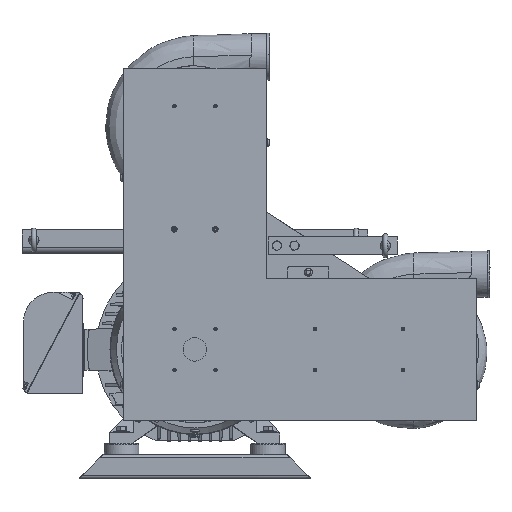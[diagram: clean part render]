
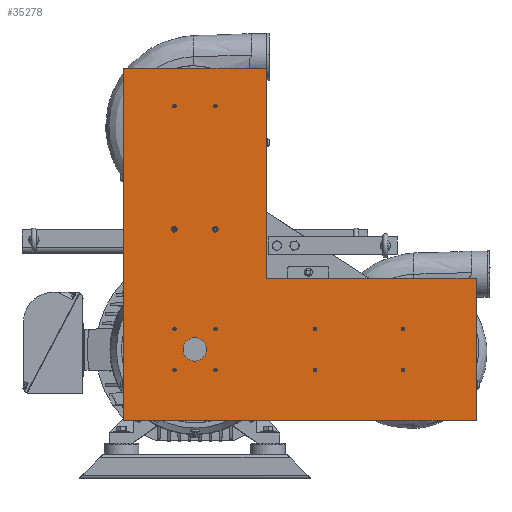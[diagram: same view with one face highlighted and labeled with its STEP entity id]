
A CAD part, top view. The second image highlights one B-rep face of the part: STEP entity #35278.
In plain terms, the highlighted planar face has unit normal (0, 0, 1).
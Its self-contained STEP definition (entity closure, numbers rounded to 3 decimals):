
#4165=LINE('',#93629,#6043);
#4171=LINE('',#93653,#6049);
#4172=LINE('',#93654,#6050);
#4173=LINE('',#93656,#6051);
#4174=LINE('',#93658,#6052);
#4175=LINE('',#93659,#6053);
#6043=VECTOR('',#48736,0.394);
#6049=VECTOR('',#48766,0.394);
#6050=VECTOR('',#48767,0.394);
#6051=VECTOR('',#48768,0.394);
#6052=VECTOR('',#48769,0.394);
#6053=VECTOR('',#48770,0.394);
#6873=FACE_BOUND('',#11441,.T.);
#6874=FACE_BOUND('',#11442,.T.);
#6875=FACE_BOUND('',#11443,.T.);
#6876=FACE_BOUND('',#11444,.T.);
#6877=FACE_BOUND('',#11445,.T.);
#6878=FACE_BOUND('',#11446,.T.);
#6879=FACE_BOUND('',#11447,.T.);
#6880=FACE_BOUND('',#11448,.T.);
#6881=FACE_BOUND('',#11449,.T.);
#6882=FACE_BOUND('',#11450,.T.);
#6883=FACE_BOUND('',#11451,.T.);
#6884=FACE_BOUND('',#11452,.T.);
#6885=FACE_BOUND('',#11453,.T.);
#8947=FACE_OUTER_BOUND('',#11440,.T.);
#11440=EDGE_LOOP('',(#31816,#31817,#31818,#31819,#31820,#31821));
#11441=EDGE_LOOP('',(#31822));
#11442=EDGE_LOOP('',(#31823));
#11443=EDGE_LOOP('',(#31824));
#11444=EDGE_LOOP('',(#31825));
#11445=EDGE_LOOP('',(#31826));
#11446=EDGE_LOOP('',(#31827));
#11447=EDGE_LOOP('',(#31828));
#11448=EDGE_LOOP('',(#31829));
#11449=EDGE_LOOP('',(#31830));
#11450=EDGE_LOOP('',(#31831));
#11451=EDGE_LOOP('',(#31832));
#11452=EDGE_LOOP('',(#31833));
#11453=EDGE_LOOP('',(#31834));
#13287=CIRCLE('',#39115,0.15);
#13288=CIRCLE('',#39117,0.15);
#13289=CIRCLE('',#39119,0.15);
#13290=CIRCLE('',#39121,0.15);
#13291=CIRCLE('',#39123,0.15);
#13293=CIRCLE('',#39126,1.);
#13294=CIRCLE('',#39128,0.15);
#13295=CIRCLE('',#39130,0.15);
#13296=CIRCLE('',#39132,0.15);
#13297=CIRCLE('',#39134,0.236);
#13298=CIRCLE('',#39136,0.236);
#13299=CIRCLE('',#39138,0.15);
#13300=CIRCLE('',#39140,0.15);
#16628=VERTEX_POINT('',#93417);
#16629=VERTEX_POINT('',#93420);
#16630=VERTEX_POINT('',#93423);
#16631=VERTEX_POINT('',#93426);
#16632=VERTEX_POINT('',#93429);
#16634=VERTEX_POINT('',#93434);
#16635=VERTEX_POINT('',#93437);
#16636=VERTEX_POINT('',#93440);
#16637=VERTEX_POINT('',#93443);
#16638=VERTEX_POINT('',#93446);
#16639=VERTEX_POINT('',#93449);
#16640=VERTEX_POINT('',#93452);
#16641=VERTEX_POINT('',#93455);
#16687=VERTEX_POINT('',#93626);
#16688=VERTEX_POINT('',#93628);
#16693=VERTEX_POINT('',#93651);
#16694=VERTEX_POINT('',#93652);
#16695=VERTEX_POINT('',#93655);
#16696=VERTEX_POINT('',#93657);
#21711=EDGE_CURVE('',#16628,#16628,#13287,.T.);
#21712=EDGE_CURVE('',#16629,#16629,#13288,.T.);
#21713=EDGE_CURVE('',#16630,#16630,#13289,.T.);
#21714=EDGE_CURVE('',#16631,#16631,#13290,.T.);
#21715=EDGE_CURVE('',#16632,#16632,#13291,.T.);
#21717=EDGE_CURVE('',#16634,#16634,#13293,.T.);
#21718=EDGE_CURVE('',#16635,#16635,#13294,.T.);
#21719=EDGE_CURVE('',#16636,#16636,#13295,.T.);
#21720=EDGE_CURVE('',#16637,#16637,#13296,.T.);
#21721=EDGE_CURVE('',#16638,#16638,#13297,.T.);
#21722=EDGE_CURVE('',#16639,#16639,#13298,.T.);
#21723=EDGE_CURVE('',#16640,#16640,#13299,.T.);
#21724=EDGE_CURVE('',#16641,#16641,#13300,.T.);
#21795=EDGE_CURVE('',#16687,#16688,#4165,.T.);
#21806=EDGE_CURVE('',#16693,#16694,#4171,.T.);
#21807=EDGE_CURVE('',#16688,#16693,#4172,.T.);
#21808=EDGE_CURVE('',#16695,#16687,#4173,.T.);
#21809=EDGE_CURVE('',#16696,#16695,#4174,.T.);
#21810=EDGE_CURVE('',#16696,#16694,#4175,.T.);
#31816=ORIENTED_EDGE('',*,*,#21806,.F.);
#31817=ORIENTED_EDGE('',*,*,#21807,.F.);
#31818=ORIENTED_EDGE('',*,*,#21795,.F.);
#31819=ORIENTED_EDGE('',*,*,#21808,.F.);
#31820=ORIENTED_EDGE('',*,*,#21809,.F.);
#31821=ORIENTED_EDGE('',*,*,#21810,.T.);
#31822=ORIENTED_EDGE('',*,*,#21724,.T.);
#31823=ORIENTED_EDGE('',*,*,#21723,.T.);
#31824=ORIENTED_EDGE('',*,*,#21722,.T.);
#31825=ORIENTED_EDGE('',*,*,#21721,.T.);
#31826=ORIENTED_EDGE('',*,*,#21720,.T.);
#31827=ORIENTED_EDGE('',*,*,#21719,.T.);
#31828=ORIENTED_EDGE('',*,*,#21718,.T.);
#31829=ORIENTED_EDGE('',*,*,#21717,.T.);
#31830=ORIENTED_EDGE('',*,*,#21715,.T.);
#31831=ORIENTED_EDGE('',*,*,#21714,.T.);
#31832=ORIENTED_EDGE('',*,*,#21713,.T.);
#31833=ORIENTED_EDGE('',*,*,#21712,.T.);
#31834=ORIENTED_EDGE('',*,*,#21711,.T.);
#33206=PLANE('',#39207);
#35278=ADVANCED_FACE('',(#8947,#6873,#6874,#6875,#6876,#6877,#6878,#6879,
#6880,#6881,#6882,#6883,#6884,#6885),#33206,.T.);
#39115=AXIS2_PLACEMENT_3D('',#93418,#48528,#48529);
#39117=AXIS2_PLACEMENT_3D('',#93421,#48532,#48533);
#39119=AXIS2_PLACEMENT_3D('',#93424,#48536,#48537);
#39121=AXIS2_PLACEMENT_3D('',#93427,#48540,#48541);
#39123=AXIS2_PLACEMENT_3D('',#93430,#48544,#48545);
#39126=AXIS2_PLACEMENT_3D('',#93435,#48550,#48551);
#39128=AXIS2_PLACEMENT_3D('',#93438,#48554,#48555);
#39130=AXIS2_PLACEMENT_3D('',#93441,#48558,#48559);
#39132=AXIS2_PLACEMENT_3D('',#93444,#48562,#48563);
#39134=AXIS2_PLACEMENT_3D('',#93447,#48566,#48567);
#39136=AXIS2_PLACEMENT_3D('',#93450,#48570,#48571);
#39138=AXIS2_PLACEMENT_3D('',#93453,#48574,#48575);
#39140=AXIS2_PLACEMENT_3D('',#93456,#48578,#48579);
#39207=AXIS2_PLACEMENT_3D('',#93650,#48764,#48765);
#48528=DIRECTION('center_axis',(0.,0.,
-1.));
#48529=DIRECTION('ref_axis',(1.,0.,0.));
#48532=DIRECTION('center_axis',(0.,0.,
-1.));
#48533=DIRECTION('ref_axis',(1.,0.,0.));
#48536=DIRECTION('center_axis',(0.,0.,
-1.));
#48537=DIRECTION('ref_axis',(1.,0.,0.));
#48540=DIRECTION('center_axis',(0.,0.,
-1.));
#48541=DIRECTION('ref_axis',(1.,0.,0.));
#48544=DIRECTION('center_axis',(0.,0.,
-1.));
#48545=DIRECTION('ref_axis',(1.,0.,0.));
#48550=DIRECTION('center_axis',(0.,0.,
-1.));
#48551=DIRECTION('ref_axis',(1.,0.,0.));
#48554=DIRECTION('center_axis',(0.,0.,
-1.));
#48555=DIRECTION('ref_axis',(1.,0.,0.));
#48558=DIRECTION('center_axis',(0.,0.,
-1.));
#48559=DIRECTION('ref_axis',(1.,0.,0.));
#48562=DIRECTION('center_axis',(0.,0.,
-1.));
#48563=DIRECTION('ref_axis',(1.,0.,0.));
#48566=DIRECTION('center_axis',(0.,0.,
-1.));
#48567=DIRECTION('ref_axis',(-1.,0.,0.));
#48570=DIRECTION('center_axis',(0.,0.,
-1.));
#48571=DIRECTION('ref_axis',(-1.,0.,0.));
#48574=DIRECTION('center_axis',(0.,0.,
-1.));
#48575=DIRECTION('ref_axis',(1.,0.,0.));
#48578=DIRECTION('center_axis',(0.,0.,
-1.));
#48579=DIRECTION('ref_axis',(1.,0.,0.));
#48736=DIRECTION('',(1.,0.,0.));
#48764=DIRECTION('center_axis',(0.,0.,1.));
#48765=DIRECTION('ref_axis',(1.,0.,0.));
#48766=DIRECTION('',(1.,0.,0.));
#48767=DIRECTION('',(0.,-1.,0.));
#48768=DIRECTION('',(0.,1.,0.));
#48769=DIRECTION('',(-1.,0.,0.));
#48770=DIRECTION('',(0.,1.,0.));
#93417=CARTESIAN_POINT('',(33.87,12.719,0.));
#93418=CARTESIAN_POINT('Origin',(33.721,12.719,0.));
#93420=CARTESIAN_POINT('',(41.37,12.719,0.));
#93421=CARTESIAN_POINT('Origin',(41.221,12.719,0.));
#93423=CARTESIAN_POINT('',(41.37,9.219,0.));
#93424=CARTESIAN_POINT('Origin',(41.221,9.219,0.));
#93426=CARTESIAN_POINT('',(25.37,9.219,0.));
#93427=CARTESIAN_POINT('Origin',(25.221,9.219,0.));
#93429=CARTESIAN_POINT('',(33.87,9.219,0.));
#93430=CARTESIAN_POINT('Origin',(33.721,9.219,0.));
#93434=CARTESIAN_POINT('',(24.471,10.969,0.));
#93435=CARTESIAN_POINT('Origin',(23.471,10.969,0.));
#93437=CARTESIAN_POINT('',(21.87,9.219,0.));
#93438=CARTESIAN_POINT('Origin',(21.721,9.219,0.));
#93440=CARTESIAN_POINT('',(25.37,12.719,0.));
#93441=CARTESIAN_POINT('Origin',(25.221,12.719,0.));
#93443=CARTESIAN_POINT('',(21.87,31.719,0.));
#93444=CARTESIAN_POINT('Origin',(21.721,31.719,0.));
#93446=CARTESIAN_POINT('',(21.485,21.219,0.));
#93447=CARTESIAN_POINT('Origin',(21.721,21.219,0.));
#93449=CARTESIAN_POINT('',(24.985,21.219,0.));
#93450=CARTESIAN_POINT('Origin',(25.221,21.219,0.));
#93452=CARTESIAN_POINT('',(25.37,31.719,0.));
#93453=CARTESIAN_POINT('Origin',(25.221,31.719,0.));
#93455=CARTESIAN_POINT('',(21.87,12.719,0.));
#93456=CARTESIAN_POINT('Origin',(21.721,12.719,0.));
#93626=CARTESIAN_POINT('',(17.381,34.959,0.));
#93628=CARTESIAN_POINT('',(29.561,34.959,0.));
#93629=CARTESIAN_POINT('',(17.381,34.959,0.));
#93650=CARTESIAN_POINT('Origin',(23.477,23.517,0.));
#93651=CARTESIAN_POINT('',(29.561,17.059,0.));
#93652=CARTESIAN_POINT('',(47.461,17.059,0.));
#93653=CARTESIAN_POINT('',(29.561,17.059,0.));
#93654=CARTESIAN_POINT('',(29.561,34.959,0.));
#93655=CARTESIAN_POINT('',(17.381,4.879,0.));
#93656=CARTESIAN_POINT('',(17.381,4.879,0.));
#93657=CARTESIAN_POINT('',(47.461,4.879,0.));
#93658=CARTESIAN_POINT('',(47.461,4.879,0.));
#93659=CARTESIAN_POINT('',(47.461,4.879,0.));
